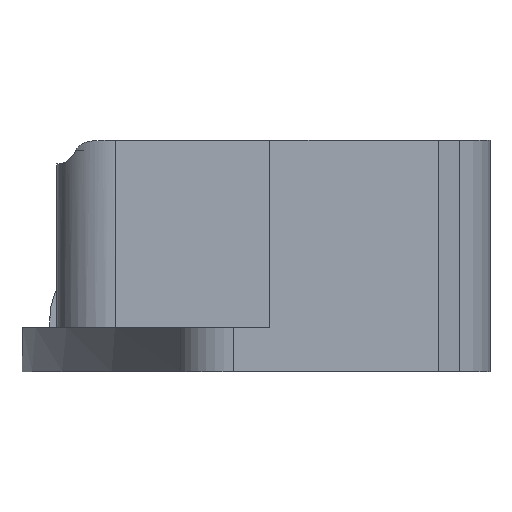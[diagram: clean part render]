
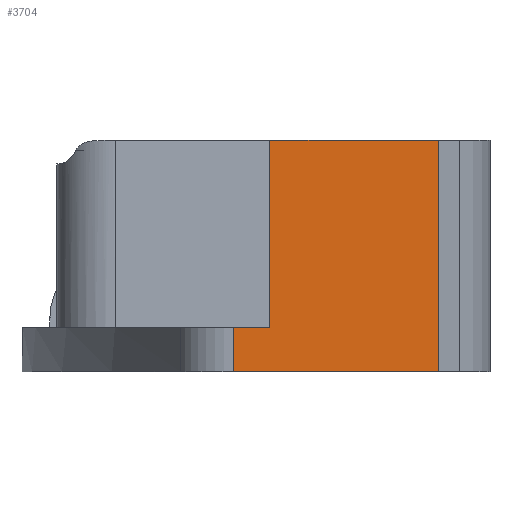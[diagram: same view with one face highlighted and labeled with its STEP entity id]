
A CAD part, left-side view. The second image highlights one B-rep face of the part: STEP entity #3704.
In plain terms, the highlighted planar face has unit normal (-1, 0, 0).
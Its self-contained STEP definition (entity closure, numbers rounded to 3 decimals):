
#113=PLANE('',#3815);
#305=FACE_OUTER_BOUND('',#513,.T.);
#513=EDGE_LOOP('',(#3279,#3280,#3281,#3282,#3283,#3284));
#689=LINE('',#7688,#936);
#712=LINE('',#8018,#959);
#715=LINE('',#8030,#962);
#743=LINE('',#8120,#990);
#750=LINE('',#8142,#997);
#751=LINE('',#8144,#998);
#936=VECTOR('',#4027,10.);
#959=VECTOR('',#4094,10.);
#962=VECTOR('',#4105,10.);
#990=VECTOR('',#4177,10.);
#997=VECTOR('',#4202,10.);
#998=VECTOR('',#4205,10.);
#1591=VERTEX_POINT('',#7665);
#1602=VERTEX_POINT('',#7686);
#1634=VERTEX_POINT('',#8016);
#1639=VERTEX_POINT('',#8028);
#1664=VERTEX_POINT('',#8117);
#1665=VERTEX_POINT('',#8119);
#2117=EDGE_CURVE('',#1602,#1591,#689,.T.);
#2162=EDGE_CURVE('',#1634,#1602,#712,.T.);
#2168=EDGE_CURVE('',#1634,#1639,#715,.T.);
#2207=EDGE_CURVE('',#1664,#1665,#743,.T.);
#2218=EDGE_CURVE('',#1591,#1664,#750,.T.);
#2219=EDGE_CURVE('',#1665,#1639,#751,.T.);
#3279=ORIENTED_EDGE('',*,*,#2218,.F.);
#3280=ORIENTED_EDGE('',*,*,#2117,.F.);
#3281=ORIENTED_EDGE('',*,*,#2162,.F.);
#3282=ORIENTED_EDGE('',*,*,#2168,.T.);
#3283=ORIENTED_EDGE('',*,*,#2219,.F.);
#3284=ORIENTED_EDGE('',*,*,#2207,.F.);
#3704=ADVANCED_FACE('',(#305),#113,.T.);
#3815=AXIS2_PLACEMENT_3D('',#8143,#4203,#4204);
#4027=DIRECTION('',(0.,1.,0.));
#4094=DIRECTION('',(0.,0.,-1.));
#4105=DIRECTION('',(0.,1.,0.));
#4177=DIRECTION('',(0.,-1.,0.));
#4202=DIRECTION('',(0.,0.,1.));
#4203=DIRECTION('center_axis',(-1.,0.,0.));
#4204=DIRECTION('ref_axis',(0.,0.,1.));
#4205=DIRECTION('',(0.,0.,1.));
#7665=CARTESIAN_POINT('',(-50.,5.469,-9.25));
#7686=CARTESIAN_POINT('',(-50.,-8.5,-9.25));
#7688=CARTESIAN_POINT('',(-50.,0.,-9.25));
#8016=CARTESIAN_POINT('',(-50.,-8.5,6.5));
#8018=CARTESIAN_POINT('',(-50.,-8.5,8.25));
#8028=CARTESIAN_POINT('',(-50.,3.,6.5));
#8030=CARTESIAN_POINT('',(-50.,0.,6.5));
#8117=CARTESIAN_POINT('',(-50.,5.469,-6.25));
#8119=CARTESIAN_POINT('',(-50.,3.,-6.25));
#8120=CARTESIAN_POINT('',(-50.,3.,-6.25));
#8142=CARTESIAN_POINT('',(-50.,5.469,-8.25));
#8143=CARTESIAN_POINT('Origin',(-50.,0.,-8.25));
#8144=CARTESIAN_POINT('',(-50.,3.,-8.25));
